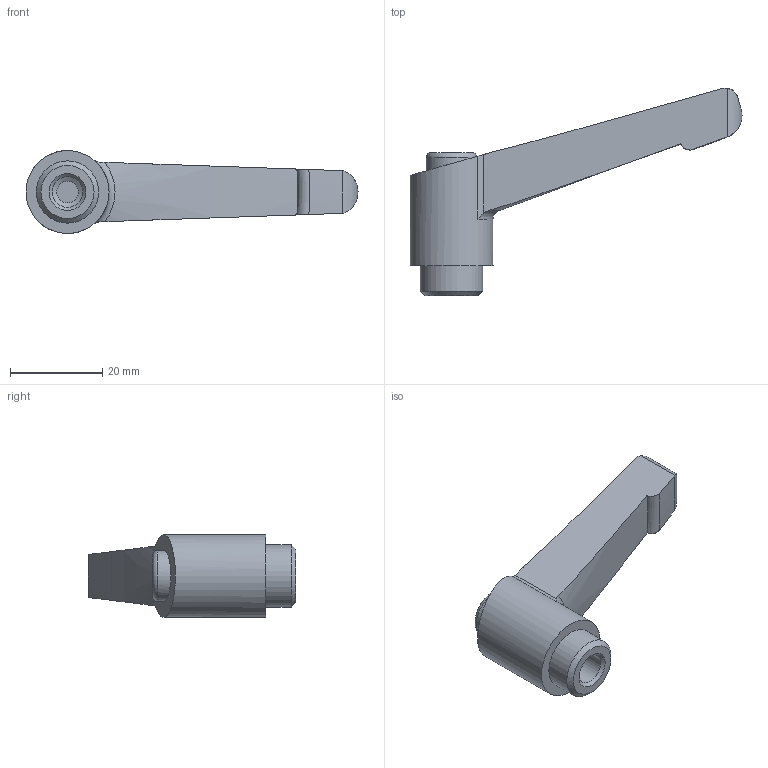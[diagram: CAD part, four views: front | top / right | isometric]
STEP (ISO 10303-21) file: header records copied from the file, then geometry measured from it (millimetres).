
FILE_DESCRIPTION(/* description */ ('LEVA A RIPRESA M8 FEMMINA'),/* implementation_level */ '2;1');
FILE_NAME(/* name */ 'CLERR0000005.stp',/* time_stamp */ '2022-11-23T14:04:27+01:00',/* author */ ('tecnico7'),/* organization */ ('ELESA'),/* preprocessor_version */ 'ST-DEVELOPER v18.1',/* originating_system */ 'Autodesk Inventor 2022',/* authorisation */ '');
FILE_SCHEMA (('AUTOMOTIVE_DESIGN { 1 0 10303 214 3 1 1 }'));
Length unit declared in the file: millimetre
Products named in the file (1): CLERR0000005
Bounding box: 72 x 45 x 18 mm (x, y, z)
Volume: 12810.3 mm3; surface area: 4731.6 mm2
Topology: 1 solids, 1 shells, 40 faces, 102 edges, 67 vertices
Faces by surface type: cylinder 20, plane 8, cone 7, torus 5
Full cylindrical faces by diameter (mm): 6.647 x1, 11 x1, 13.5 x1, 18 x1
Entity records: 1402 total; most frequent: CARTESIAN_POINT 358, DIRECTION 215, ORIENTED_EDGE 204, EDGE_CURVE 102, AXIS2_PLACEMENT_3D 94, VERTEX_POINT 67, CIRCLE 45, EDGE_LOOP 43
